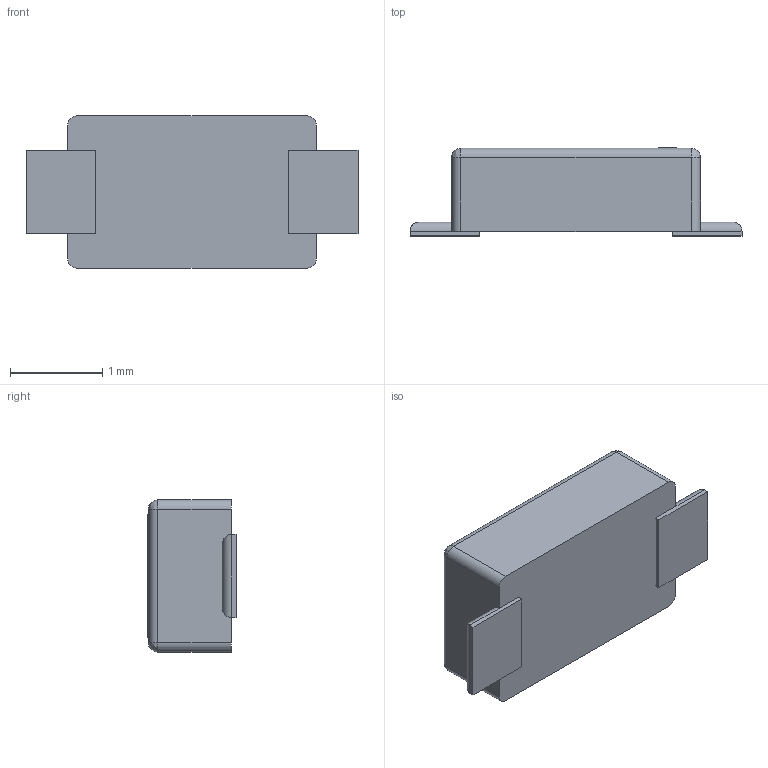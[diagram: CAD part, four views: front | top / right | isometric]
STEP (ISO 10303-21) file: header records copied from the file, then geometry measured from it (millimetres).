
FILE_DESCRIPTION (( 'STEP AP214' ), '1' );
FILE_NAME ('User Library-MBR140SF.STEP', '2015-11-16T16:57:58', ( 'Windows User' ), ( '' ), 'SwSTEP 2.0', 'SolidWorks 2016', '' );
FILE_SCHEMA (( 'AUTOMOTIVE_DESIGN' ));
Length unit declared in the file: millimetre
Products named in the file (3): User Library-MBR140SF_Lead SOD-123FL-1; User Library-MBR140SF_Body SOD-123FL-1; User Library-MBR140SF
Assembly tree (3 placements, depth 2):
  User Library-MBR140SF
    User Library-MBR140SF_Body SOD-123FL-1
    User Library-MBR140SF_Lead SOD-123FL-1  x2
Bounding box: 3.6 x 0.95 x 1.65 mm (x, y, z)
Volume: 4.2 mm3; surface area: 19.8 mm2
Topology: 3 solids, 3 shells, 310 faces, 825 edges, 542 vertices
Faces by surface type: plane 173, bspline 123, cylinder 14
Entity records: 17393 total; most frequent: CARTESIAN_POINT 7296, ORIENTED_EDGE 1604, DIRECTION 948, EDGE_CURVE 802, LINE 544, VECTOR 544, VERTEX_POINT 530, EDGE_LOOP 326
